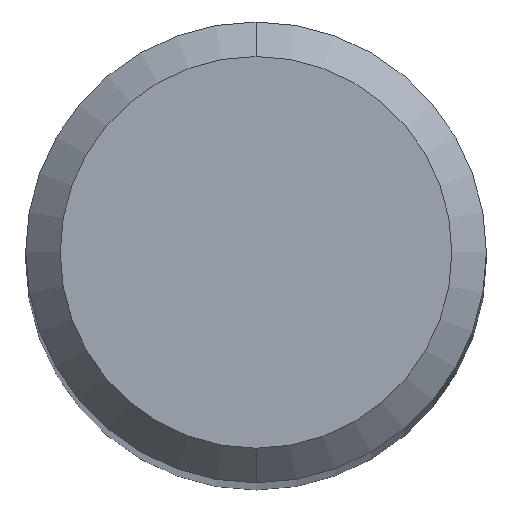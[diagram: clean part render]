
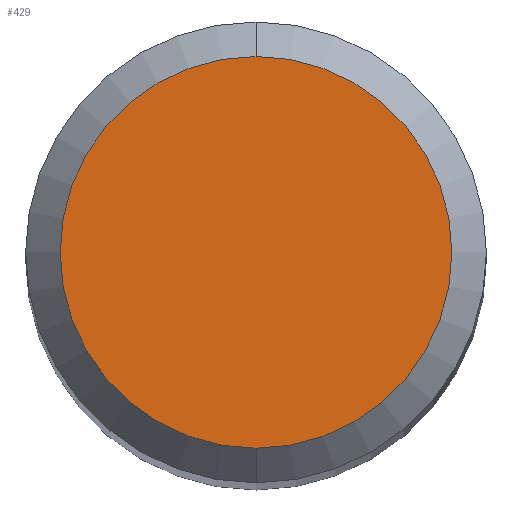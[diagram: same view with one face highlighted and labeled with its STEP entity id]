
A CAD part, top view. The second image highlights one B-rep face of the part: STEP entity #429.
In plain terms, the highlighted planar face has unit normal (0, 0, 1).
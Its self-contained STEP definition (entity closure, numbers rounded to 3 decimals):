
#221=VERTEX_POINT('',#534);
#257=VERTEX_POINT('',#572);
#261=EDGE_CURVE('',#221,#257,#576,.T.);
#385=EDGE_CURVE('',#257,#221,#711,.T.);
#429=ADVANCED_FACE('',(#757),#758,.T.);
#534=CARTESIAN_POINT('',(0.,-1.7,0.0));
#572=CARTESIAN_POINT('',(0.0,1.7,0.0));
#576=CIRCLE('',#1012,1.7);
#711=CIRCLE('',#1281,1.7);
#757=FACE_OUTER_BOUND('',#1366,.T.);
#758=PLANE('',#1367);
#1012=AXIS2_PLACEMENT_3D('',#1543,#1544,#1545);
#1281=AXIS2_PLACEMENT_3D('',#1682,#1683,#1684);
#1366=EDGE_LOOP('',(#1717,#1718));
#1367=AXIS2_PLACEMENT_3D('',#1719,#1720,#1721);
#1543=CARTESIAN_POINT('',(0.0,0.0,0.0));
#1544=DIRECTION('',(0.0,0.0,-1.0));
#1545=DIRECTION('',(0.0,1.0,0.0));
#1682=CARTESIAN_POINT('',(0.0,0.0,0.0));
#1683=DIRECTION('',(0.0,0.0,-1.0));
#1684=DIRECTION('',(0.0,1.0,0.0));
#1717=ORIENTED_EDGE('',*,*,#385,.F.);
#1718=ORIENTED_EDGE('',*,*,#261,.F.);
#1719=CARTESIAN_POINT('',(0.0,0.85,0.0));
#1720=DIRECTION('',(-0.0,0.0,1.0));
#1721=DIRECTION('',(0.0,-1.0,0.0));
